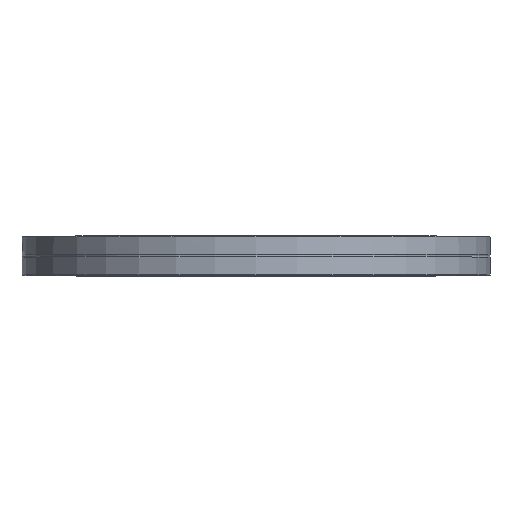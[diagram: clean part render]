
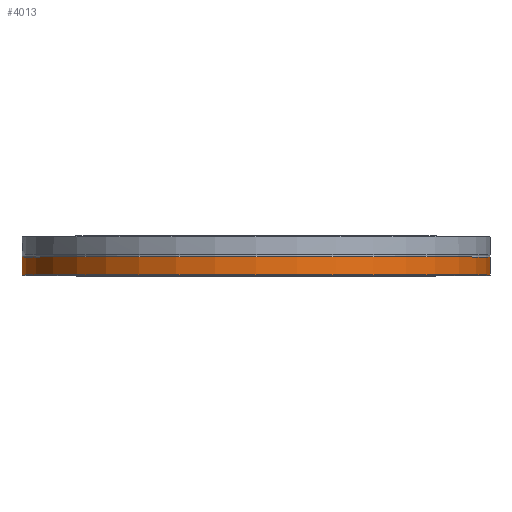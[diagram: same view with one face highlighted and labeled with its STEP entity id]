
A CAD part, top view. The second image highlights one B-rep face of the part: STEP entity #4013.
In plain terms, the highlighted cylindrical face has radius 168.3 mm (diameter 336.6 mm), a full revolution.
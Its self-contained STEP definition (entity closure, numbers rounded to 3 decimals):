
#238=CYLINDRICAL_SURFACE('',#4364,168.3);
#433=FACE_OUTER_BOUND('',#711,.T.);
#711=EDGE_LOOP('',(#2951,#2952,#2953,#2954,#2955,#2956));
#985=LINE('',#6421,#1226);
#1226=VECTOR('',#4978,168.3);
#1517=CIRCLE('',#4362,168.3);
#1518=CIRCLE('',#4363,168.3);
#1519=CIRCLE('',#4365,168.3);
#1520=CIRCLE('',#4366,168.3);
#1841=VERTEX_POINT('',#6411);
#1842=VERTEX_POINT('',#6412);
#1843=VERTEX_POINT('',#6417);
#1844=VERTEX_POINT('',#6418);
#2262=EDGE_CURVE('',#1841,#1842,#1517,.T.);
#2263=EDGE_CURVE('',#1842,#1841,#1518,.T.);
#2265=EDGE_CURVE('',#1843,#1844,#1519,.T.);
#2266=EDGE_CURVE('',#1844,#1843,#1520,.T.);
#2267=EDGE_CURVE('',#1844,#1842,#985,.T.);
#2951=ORIENTED_EDGE('',*,*,#2265,.F.);
#2952=ORIENTED_EDGE('',*,*,#2266,.F.);
#2953=ORIENTED_EDGE('',*,*,#2267,.T.);
#2954=ORIENTED_EDGE('',*,*,#2262,.F.);
#2955=ORIENTED_EDGE('',*,*,#2263,.F.);
#2956=ORIENTED_EDGE('',*,*,#2267,.F.);
#4013=ADVANCED_FACE('',(#433),#238,.T.);
#4362=AXIS2_PLACEMENT_3D('',#6413,#4967,#4968);
#4363=AXIS2_PLACEMENT_3D('',#6414,#4969,#4970);
#4364=AXIS2_PLACEMENT_3D('',#6416,#4972,#4973);
#4365=AXIS2_PLACEMENT_3D('',#6419,#4974,#4975);
#4366=AXIS2_PLACEMENT_3D('',#6420,#4976,#4977);
#4967=DIRECTION('center_axis',(0.,-1.,0.));
#4968=DIRECTION('ref_axis',(1.,0.,0.));
#4969=DIRECTION('center_axis',(0.,-1.,0.));
#4970=DIRECTION('ref_axis',(1.,0.,0.));
#4972=DIRECTION('center_axis',(0.,1.,0.));
#4973=DIRECTION('ref_axis',(-1.,0.,0.));
#4974=DIRECTION('center_axis',(0.,1.,0.));
#4975=DIRECTION('ref_axis',(1.,0.,0.));
#4976=DIRECTION('center_axis',(0.,1.,0.));
#4977=DIRECTION('ref_axis',(1.,0.,0.));
#4978=DIRECTION('',(0.,-1.,0.));
#6411=CARTESIAN_POINT('',(-168.3,0.5,0.));
#6412=CARTESIAN_POINT('',(168.3,0.5,0.));
#6413=CARTESIAN_POINT('Origin',(0.,0.5,0.));
#6414=CARTESIAN_POINT('Origin',(0.,0.5,0.));
#6416=CARTESIAN_POINT('Origin',(0.,6.685,0.));
#6417=CARTESIAN_POINT('',(0.,13.371,-168.3));
#6418=CARTESIAN_POINT('',(168.3,13.371,0.));
#6419=CARTESIAN_POINT('Origin',(0.,13.371,0.));
#6420=CARTESIAN_POINT('Origin',(0.,13.371,0.));
#6421=CARTESIAN_POINT('',(168.3,6.685,0.));
